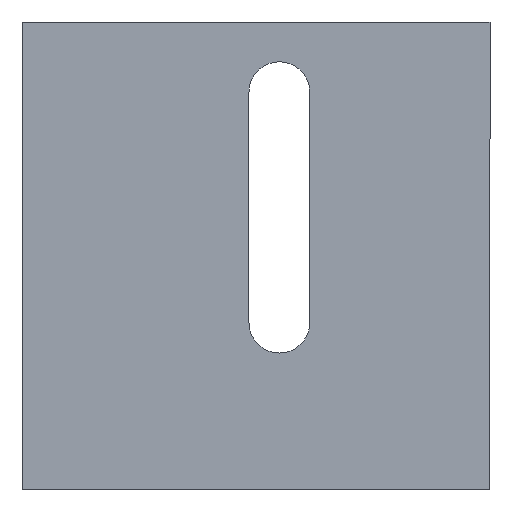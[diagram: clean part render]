
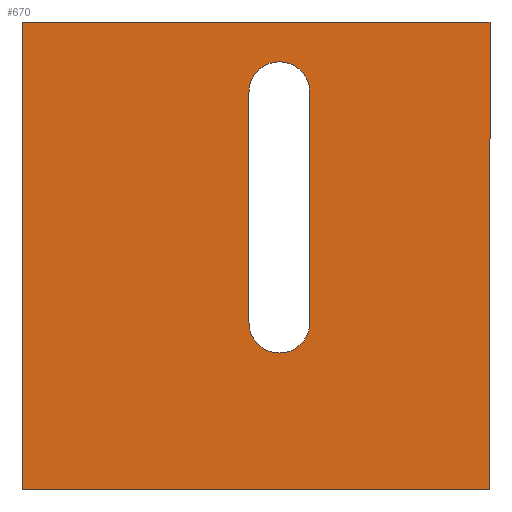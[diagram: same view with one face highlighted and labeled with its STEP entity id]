
A CAD part, front view. The second image highlights one B-rep face of the part: STEP entity #670.
In plain terms, the highlighted planar face has unit normal (0, -1, 0).
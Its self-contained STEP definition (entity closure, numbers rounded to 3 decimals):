
#13 = AXIS2_PLACEMENT_3D ( 'NONE', #106, #385, #34 ) ;
#17 = ORIENTED_EDGE ( 'NONE', *, *, #144, .F. ) ;
#34 = DIRECTION ( 'NONE',  ( 0., 0., 1. ) ) ;
#59 = CARTESIAN_POINT ( 'NONE',  ( -7.7, 0., 7. ) ) ;
#61 = EDGE_CURVE ( 'NONE', #529, #292, #705, .T. ) ;
#73 = CARTESIAN_POINT ( 'NONE',  ( -9., 0., 7. ) ) ;
#76 = DIRECTION ( 'NONE',  ( 0., 0., 1. ) ) ;
#80 = EDGE_LOOP ( 'NONE', ( #492, #725, #658, #678 ) ) ;
#91 = EDGE_CURVE ( 'NONE', #220, #278, #520, .T. ) ;
#106 = CARTESIAN_POINT ( 'NONE',  ( -9., 0., -2.849 ) ) ;
#108 = DIRECTION ( 'NONE',  ( 1., 0., 0. ) ) ;
#114 = FACE_OUTER_BOUND ( 'NONE', #457, .T. ) ;
#144 = EDGE_CURVE ( 'NONE', #478, #347, #675, .T. ) ;
#179 = CARTESIAN_POINT ( 'NONE',  ( -20., 0., -10. ) ) ;
#181 = CARTESIAN_POINT ( 'NONE',  ( -20., 0., 10. ) ) ;
#182 = VECTOR ( 'NONE', #327, 1000. ) ;
#192 = CARTESIAN_POINT ( 'NONE',  ( -10.3, 0., -2.849 ) ) ;
#209 = EDGE_CURVE ( 'NONE', #419, #220, #701, .T. ) ;
#220 = VERTEX_POINT ( 'NONE', #361 ) ;
#237 = ORIENTED_EDGE ( 'NONE', *, *, #345, .F. ) ;
#246 = LINE ( 'NONE', #179, #798 ) ;
#250 = AXIS2_PLACEMENT_3D ( 'NONE', #394, #585, #463 ) ;
#276 = EDGE_CURVE ( 'NONE', #584, #419, #730, .T. ) ;
#278 = VERTEX_POINT ( 'NONE', #811 ) ;
#292 = VERTEX_POINT ( 'NONE', #743 ) ;
#303 = ORIENTED_EDGE ( 'NONE', *, *, #61, .F. ) ;
#320 = CARTESIAN_POINT ( 'NONE',  ( -10.3, 0., 7. ) ) ;
#323 = CIRCLE ( 'NONE', #13, 1.3 ) ;
#327 = DIRECTION ( 'NONE',  ( 0., 0., -1. ) ) ;
#337 = AXIS2_PLACEMENT_3D ( 'NONE', #73, #418, #76 ) ;
#345 = EDGE_CURVE ( 'NONE', #347, #529, #246, .T. ) ;
#347 = VERTEX_POINT ( 'NONE', #375 ) ;
#361 = CARTESIAN_POINT ( 'NONE',  ( -7.7, 0., 7. ) ) ;
#375 = CARTESIAN_POINT ( 'NONE',  ( -20., 0., -10. ) ) ;
#376 = CARTESIAN_POINT ( 'NONE',  ( -20., 0., 10. ) ) ;
#385 = DIRECTION ( 'NONE',  ( 0., 1., 0. ) ) ;
#390 = FACE_BOUND ( 'NONE', #80, .T. ) ;
#394 = CARTESIAN_POINT ( 'NONE',  ( 0., 0., 0. ) ) ;
#414 = EDGE_CURVE ( 'NONE', #292, #478, #622, .T. ) ;
#418 = DIRECTION ( 'NONE',  ( 0., 1., 0. ) ) ;
#419 = VERTEX_POINT ( 'NONE', #320 ) ;
#439 = DIRECTION ( 'NONE',  ( 0., 0., 1. ) ) ;
#457 = EDGE_LOOP ( 'NONE', ( #237, #17, #660, #303 ) ) ;
#463 = DIRECTION ( 'NONE',  ( 0., 0., 1. ) ) ;
#478 = VERTEX_POINT ( 'NONE', #684 ) ;
#486 = VECTOR ( 'NONE', #753, 1000. ) ;
#492 = ORIENTED_EDGE ( 'NONE', *, *, #91, .T. ) ;
#493 = CARTESIAN_POINT ( 'NONE',  ( -20., 0., -10. ) ) ;
#520 = LINE ( 'NONE', #59, #182 ) ;
#529 = VERTEX_POINT ( 'NONE', #376 ) ;
#545 = VECTOR ( 'NONE', #439, 1000. ) ;
#550 = VECTOR ( 'NONE', #108, 1000. ) ;
#552 = EDGE_CURVE ( 'NONE', #278, #584, #323, .T. ) ;
#584 = VERTEX_POINT ( 'NONE', #192 ) ;
#585 = DIRECTION ( 'NONE',  ( 0., 1., 0. ) ) ;
#615 = DIRECTION ( 'NONE',  ( -1., 0., 0. ) ) ;
#622 = LINE ( 'NONE', #759, #486 ) ;
#630 = VECTOR ( 'NONE', #615, 1000. ) ;
#658 = ORIENTED_EDGE ( 'NONE', *, *, #276, .T. ) ;
#660 = ORIENTED_EDGE ( 'NONE', *, *, #414, .F. ) ;
#670 = ADVANCED_FACE ( 'NONE', ( #114, #390 ), #771, .F. ) ;
#675 = LINE ( 'NONE', #493, #630 ) ;
#678 = ORIENTED_EDGE ( 'NONE', *, *, #209, .T. ) ;
#683 = CARTESIAN_POINT ( 'NONE',  ( -10.3, 0., 7. ) ) ;
#684 = CARTESIAN_POINT ( 'NONE',  ( 0., 0., -10. ) ) ;
#701 = CIRCLE ( 'NONE', #337, 1.3 ) ;
#705 = LINE ( 'NONE', #181, #550 ) ;
#725 = ORIENTED_EDGE ( 'NONE', *, *, #552, .T. ) ;
#730 = LINE ( 'NONE', #683, #545 ) ;
#743 = CARTESIAN_POINT ( 'NONE',  ( 0., 0., 10. ) ) ;
#753 = DIRECTION ( 'NONE',  ( 0., 0., -1. ) ) ;
#759 = CARTESIAN_POINT ( 'NONE',  ( 0., 0., -10. ) ) ;
#771 = PLANE ( 'NONE',  #250 ) ;
#798 = VECTOR ( 'NONE', #829, 1000. ) ;
#811 = CARTESIAN_POINT ( 'NONE',  ( -7.7, 0., -2.849 ) ) ;
#829 = DIRECTION ( 'NONE',  ( 0., 0., 1. ) ) ;
